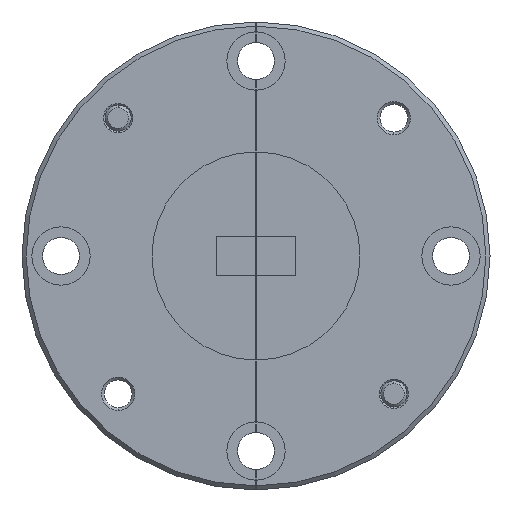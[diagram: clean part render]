
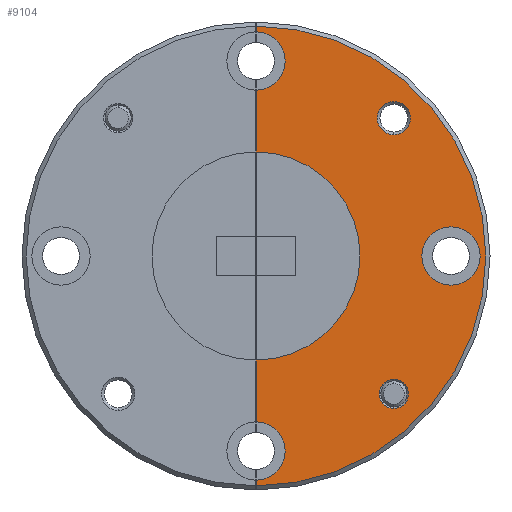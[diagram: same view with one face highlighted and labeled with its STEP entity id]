
A CAD part, left-side view. The second image highlights one B-rep face of the part: STEP entity #9104.
In plain terms, the highlighted planar face has unit normal (-1, 0, 0).
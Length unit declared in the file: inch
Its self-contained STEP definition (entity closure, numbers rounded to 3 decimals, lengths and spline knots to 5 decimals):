
#54 = DIRECTION ( 'NONE',  ( 0., 0., 1. ) ) ;
#77 = VERTEX_POINT ( 'NONE', #3360 ) ;
#120 = EDGE_CURVE ( 'NONE', #5186, #11015, #9508, .T. ) ;
#161 = DIRECTION ( 'NONE',  ( -1., 0., 0. ) ) ;
#408 = CIRCLE ( 'NONE', #6544, 0.035 ) ;
#555 = PLANE ( 'NONE',  #4375 ) ;
#628 = CARTESIAN_POINT ( 'NONE',  ( -0.47708, 0.08923, -0.1358 ) ) ;
#772 = DIRECTION ( 'NONE',  ( -1., 0., 0. ) ) ;
#816 = DIRECTION ( 'NONE',  ( -1., 0., 0. ) ) ;
#1001 = EDGE_CURVE ( 'NONE', #10190, #3247, #7255, .T. ) ;
#1044 = DIRECTION ( 'NONE',  ( 0., 0., 1. ) ) ;
#1264 = DIRECTION ( 'NONE',  ( 0., 0., 1. ) ) ;
#1315 = DIRECTION ( 'NONE',  ( 0., 0., 1. ) ) ;
#1441 = DIRECTION ( 'NONE',  ( -1., 0., 0. ) ) ;
#1471 = CARTESIAN_POINT ( 'NONE',  ( -0.47708, 0.42068, -0.46726 ) ) ;
#1503 = ORIENTED_EDGE ( 'NONE', *, *, #5648, .F. ) ;
#1606 = VERTEX_POINT ( 'NONE', #7517 ) ;
#1786 = EDGE_CURVE ( 'NONE', #4288, #7926, #2695, .T. ) ;
#1789 = CARTESIAN_POINT ( 'NONE',  ( -0.47708, 0.42068, 0.00149 ) ) ;
#1799 = ORIENTED_EDGE ( 'NONE', *, *, #6638, .F. ) ;
#1801 = EDGE_CURVE ( 'NONE', #9906, #5028, #408, .T. ) ;
#1814 = CARTESIAN_POINT ( 'NONE',  ( -0.47708, 0.42068, -0.46726 ) ) ;
#2134 = VECTOR ( 'NONE', #1264, 39.37008 ) ;
#2252 = CARTESIAN_POINT ( 'NONE',  ( -0.47708, 0.08923, -0.1758 ) ) ;
#2424 = ORIENTED_EDGE ( 'NONE', *, *, #6908, .F. ) ;
#2582 = AXIS2_PLACEMENT_3D ( 'NONE', #10189, #10220, #5998 ) ;
#2590 = ORIENTED_EDGE ( 'NONE', *, *, #5744, .F. ) ;
#2695 = CIRCLE ( 'NONE', #4834, 0.07 ) ;
#2766 = DIRECTION ( 'NONE',  ( -1., 0., 0. ) ) ;
#2775 = CIRCLE ( 'NONE', #7063, 0.07 ) ;
#2829 = CARTESIAN_POINT ( 'NONE',  ( -0.47708, 0.08923, -0.83371 ) ) ;
#3157 = FACE_OUTER_BOUND ( 'NONE', #3369, .T. ) ;
#3191 = CARTESIAN_POINT ( 'NONE',  ( -0.47708, 0.42068, -0.46726 ) ) ;
#3214 = CARTESIAN_POINT ( 'NONE',  ( -0.47708, 0.42068, -0.06851 ) ) ;
#3247 = VERTEX_POINT ( 'NONE', #2252 ) ;
#3266 = CIRCLE ( 'NONE', #7368, 0.04 ) ;
#3278 = FACE_BOUND ( 'NONE', #5471, .T. ) ;
#3360 = CARTESIAN_POINT ( 'NONE',  ( -0.47708, 0.42068, 0.07149 ) ) ;
#3369 = EDGE_LOOP ( 'NONE', ( #6411, #10377, #2424, #9655, #4583, #7559, #1799, #1503 ) ) ;
#3513 = EDGE_CURVE ( 'NONE', #5028, #9906, #4000, .T. ) ;
#3541 = CARTESIAN_POINT ( 'NONE',  ( -0.47708, -0.04807, -0.46726 ) ) ;
#3770 = VERTEX_POINT ( 'NONE', #7410 ) ;
#3869 = CARTESIAN_POINT ( 'NONE',  ( -0.47708, 0.42068, -0.21726 ) ) ;
#3926 = CIRCLE ( 'NONE', #2582, 0.25 ) ;
#3978 = DIRECTION ( 'NONE',  ( 0., 0., 1. ) ) ;
#4000 = CIRCLE ( 'NONE', #10363, 0.035 ) ;
#4045 = LINE ( 'NONE', #9771, #10140 ) ;
#4139 = LINE ( 'NONE', #7310, #2134 ) ;
#4188 = CARTESIAN_POINT ( 'NONE',  ( -0.47708, -0.04807, -0.39726 ) ) ;
#4192 = CIRCLE ( 'NONE', #4733, 0.5525 ) ;
#4227 = DIRECTION ( 'NONE',  ( 0., 0., 1. ) ) ;
#4288 = VERTEX_POINT ( 'NONE', #4188 ) ;
#4291 = CARTESIAN_POINT ( 'NONE',  ( -0.47708, -0.04807, -0.46726 ) ) ;
#4330 = CARTESIAN_POINT ( 'NONE',  ( -0.47708, 0.08923, -0.79871 ) ) ;
#4360 = VERTEX_POINT ( 'NONE', #11028 ) ;
#4375 = AXIS2_PLACEMENT_3D ( 'NONE', #3191, #7388, #3978 ) ;
#4444 = EDGE_CURVE ( 'NONE', #11015, #77, #2775, .T. ) ;
#4583 = ORIENTED_EDGE ( 'NONE', *, *, #120, .F. ) ;
#4660 = CARTESIAN_POINT ( 'NONE',  ( -0.47708, 0.08923, -0.79871 ) ) ;
#4733 = AXIS2_PLACEMENT_3D ( 'NONE', #1471, #8135, #10782 ) ;
#4745 = ORIENTED_EDGE ( 'NONE', *, *, #9725, .F. ) ;
#4789 = ORIENTED_EDGE ( 'NONE', *, *, #1786, .F. ) ;
#4834 = AXIS2_PLACEMENT_3D ( 'NONE', #3541, #161, #1315 ) ;
#5028 = VERTEX_POINT ( 'NONE', #2829 ) ;
#5089 = CARTESIAN_POINT ( 'NONE',  ( -0.47708, 0.42068, -0.46726 ) ) ;
#5186 = VERTEX_POINT ( 'NONE', #3869 ) ;
#5200 = DIRECTION ( 'NONE',  ( 0., 0., 1. ) ) ;
#5471 = EDGE_LOOP ( 'NONE', ( #10808, #4745 ) ) ;
#5615 = LINE ( 'NONE', #1814, #9029 ) ;
#5639 = DIRECTION ( 'NONE',  ( 0., 0., 1. ) ) ;
#5648 = EDGE_CURVE ( 'NONE', #10199, #3770, #9517, .T. ) ;
#5698 = FACE_BOUND ( 'NONE', #8563, .T. ) ;
#5744 = EDGE_CURVE ( 'NONE', #7926, #4288, #6753, .T. ) ;
#5748 = CARTESIAN_POINT ( 'NONE',  ( -0.47708, 0.08923, -0.76371 ) ) ;
#5998 = DIRECTION ( 'NONE',  ( 0., 0., 1. ) ) ;
#6095 = FACE_BOUND ( 'NONE', #10974, .T. ) ;
#6110 = VERTEX_POINT ( 'NONE', #6784 ) ;
#6411 = ORIENTED_EDGE ( 'NONE', *, *, #10904, .F. ) ;
#6544 = AXIS2_PLACEMENT_3D ( 'NONE', #4660, #1441, #8029 ) ;
#6638 = EDGE_CURVE ( 'NONE', #3770, #6110, #4139, .T. ) ;
#6753 = CIRCLE ( 'NONE', #9300, 0.07 ) ;
#6784 = CARTESIAN_POINT ( 'NONE',  ( -0.47708, 0.42068, -0.71726 ) ) ;
#6843 = CARTESIAN_POINT ( 'NONE',  ( -0.47708, -0.04807, -0.53726 ) ) ;
#6908 = EDGE_CURVE ( 'NONE', #77, #4360, #5615, .T. ) ;
#7063 = AXIS2_PLACEMENT_3D ( 'NONE', #1789, #2766, #1044 ) ;
#7255 = CIRCLE ( 'NONE', #8095, 0.04 ) ;
#7305 = CARTESIAN_POINT ( 'NONE',  ( -0.47708, 0.08923, -0.1358 ) ) ;
#7310 = CARTESIAN_POINT ( 'NONE',  ( -0.47708, 0.42068, -0.46726 ) ) ;
#7368 = AXIS2_PLACEMENT_3D ( 'NONE', #7305, #8113, #5639 ) ;
#7388 = DIRECTION ( 'NONE',  ( -1., 0., 0. ) ) ;
#7410 = CARTESIAN_POINT ( 'NONE',  ( -0.47708, 0.42068, -0.86601 ) ) ;
#7460 = DIRECTION ( 'NONE',  ( -1., 0., 0. ) ) ;
#7517 = CARTESIAN_POINT ( 'NONE',  ( -0.47708, 0.42068, -1.01976 ) ) ;
#7559 = ORIENTED_EDGE ( 'NONE', *, *, #10369, .F. ) ;
#7926 = VERTEX_POINT ( 'NONE', #6843 ) ;
#7947 = CARTESIAN_POINT ( 'NONE',  ( -0.47708, 0.42068, -0.93601 ) ) ;
#8029 = DIRECTION ( 'NONE',  ( 0., 0., 1. ) ) ;
#8095 = AXIS2_PLACEMENT_3D ( 'NONE', #628, #7460, #4227 ) ;
#8109 = AXIS2_PLACEMENT_3D ( 'NONE', #7947, #8751, #10442 ) ;
#8113 = DIRECTION ( 'NONE',  ( -1., 0., 0. ) ) ;
#8135 = DIRECTION ( 'NONE',  ( -1., 0., 0. ) ) ;
#8191 = VECTOR ( 'NONE', #10989, 39.37008 ) ;
#8305 = DIRECTION ( 'NONE',  ( 0., 0., 1. ) ) ;
#8389 = CARTESIAN_POINT ( 'NONE',  ( -0.47708, 0.08923, -0.0958 ) ) ;
#8486 = DIRECTION ( 'NONE',  ( 0., 0., 1. ) ) ;
#8563 = EDGE_LOOP ( 'NONE', ( #9149, #9206 ) ) ;
#8751 = DIRECTION ( 'NONE',  ( -1., 0., 0. ) ) ;
#9029 = VECTOR ( 'NONE', #54, 39.37008 ) ;
#9104 = ADVANCED_FACE ( 'NONE', ( #3278, #5698, #3157, #6095 ), #555, .T. ) ;
#9149 = ORIENTED_EDGE ( 'NONE', *, *, #1801, .F. ) ;
#9206 = ORIENTED_EDGE ( 'NONE', *, *, #3513, .F. ) ;
#9300 = AXIS2_PLACEMENT_3D ( 'NONE', #4291, #772, #8486 ) ;
#9508 = LINE ( 'NONE', #5089, #8191 ) ;
#9517 = CIRCLE ( 'NONE', #8109, 0.07 ) ;
#9655 = ORIENTED_EDGE ( 'NONE', *, *, #4444, .F. ) ;
#9725 = EDGE_CURVE ( 'NONE', #3247, #10190, #3266, .T. ) ;
#9771 = CARTESIAN_POINT ( 'NONE',  ( -0.47708, 0.42068, -0.46726 ) ) ;
#9906 = VERTEX_POINT ( 'NONE', #5748 ) ;
#10034 = EDGE_CURVE ( 'NONE', #1606, #4360, #4192, .T. ) ;
#10119 = CARTESIAN_POINT ( 'NONE',  ( -0.47708, 0.42068, -1.00601 ) ) ;
#10140 = VECTOR ( 'NONE', #8305, 39.37008 ) ;
#10189 = CARTESIAN_POINT ( 'NONE',  ( -0.47708, 0.42068, -0.46726 ) ) ;
#10190 = VERTEX_POINT ( 'NONE', #8389 ) ;
#10199 = VERTEX_POINT ( 'NONE', #10119 ) ;
#10220 = DIRECTION ( 'NONE',  ( -1., 0., 0. ) ) ;
#10363 = AXIS2_PLACEMENT_3D ( 'NONE', #4330, #816, #5200 ) ;
#10369 = EDGE_CURVE ( 'NONE', #6110, #5186, #3926, .T. ) ;
#10377 = ORIENTED_EDGE ( 'NONE', *, *, #10034, .T. ) ;
#10442 = DIRECTION ( 'NONE',  ( 0., 0., 1. ) ) ;
#10782 = DIRECTION ( 'NONE',  ( 0., 0., 1. ) ) ;
#10808 = ORIENTED_EDGE ( 'NONE', *, *, #1001, .F. ) ;
#10904 = EDGE_CURVE ( 'NONE', #1606, #10199, #4045, .T. ) ;
#10974 = EDGE_LOOP ( 'NONE', ( #4789, #2590 ) ) ;
#10989 = DIRECTION ( 'NONE',  ( 0., 0., 1. ) ) ;
#11015 = VERTEX_POINT ( 'NONE', #3214 ) ;
#11028 = CARTESIAN_POINT ( 'NONE',  ( -0.47708, 0.42068, 0.08524 ) ) ;
